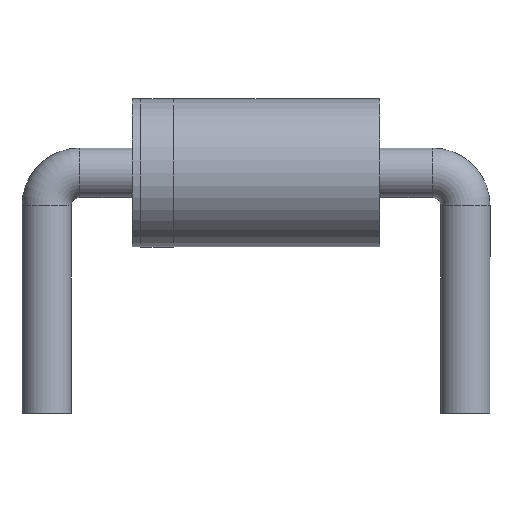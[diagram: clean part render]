
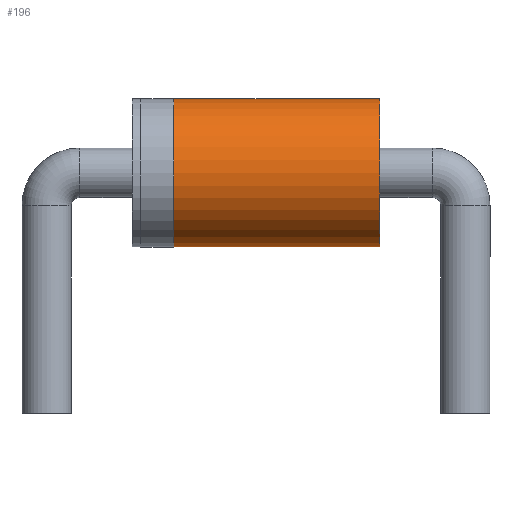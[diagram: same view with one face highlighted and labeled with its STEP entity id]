
A CAD part, front view. The second image highlights one B-rep face of the part: STEP entity #196.
In plain terms, the highlighted cylindrical face has radius 0.9 mm (diameter 1.8 mm), a partial arc.
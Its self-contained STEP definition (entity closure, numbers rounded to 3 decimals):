
#3 = CARTESIAN_POINT ( 'NONE',  ( 1.5, 0., 0.92 ) ) ;
#51 = EDGE_LOOP ( 'NONE', ( #327, #617, #888, #555 ) ) ;
#74 = LINE ( 'NONE', #839, #806 ) ;
#90 = DIRECTION ( 'NONE',  ( 1., 0., 0. ) ) ;
#129 = DIRECTION ( 'NONE',  ( 1., 0., 0. ) ) ;
#151 = CARTESIAN_POINT ( 'NONE',  ( -1.5, 0., 0.92 ) ) ;
#181 = CARTESIAN_POINT ( 'NONE',  ( 1.5, 0., 1.82 ) ) ;
#196 = ADVANCED_FACE ( 'NONE', ( #696 ), #855, .T. ) ;
#213 = VERTEX_POINT ( 'NONE', #402 ) ;
#327 = ORIENTED_EDGE ( 'NONE', *, *, #531, .F. ) ;
#361 = VECTOR ( 'NONE', #645, 1000. ) ;
#393 = VERTEX_POINT ( 'NONE', #622 ) ;
#402 = CARTESIAN_POINT ( 'NONE',  ( 1.5, 0., 0.02 ) ) ;
#427 = EDGE_CURVE ( 'NONE', #393, #608, #941, .T. ) ;
#449 = EDGE_CURVE ( 'NONE', #393, #213, #74, .T. ) ;
#462 = DIRECTION ( 'NONE',  ( 1., 0., 0. ) ) ;
#531 = EDGE_CURVE ( 'NONE', #608, #561, #797, .T. ) ;
#534 = AXIS2_PLACEMENT_3D ( 'NONE', #3, #90, #861 ) ;
#543 = CARTESIAN_POINT ( 'NONE',  ( -1., 0., 0.92 ) ) ;
#549 = AXIS2_PLACEMENT_3D ( 'NONE', #543, #936, #767 ) ;
#555 = ORIENTED_EDGE ( 'NONE', *, *, #595, .F. ) ;
#561 = VERTEX_POINT ( 'NONE', #181 ) ;
#562 = CARTESIAN_POINT ( 'NONE',  ( -1., 0., 1.82 ) ) ;
#590 = AXIS2_PLACEMENT_3D ( 'NONE', #151, #462, #836 ) ;
#595 = EDGE_CURVE ( 'NONE', #561, #213, #710, .T. ) ;
#608 = VERTEX_POINT ( 'NONE', #562 ) ;
#617 = ORIENTED_EDGE ( 'NONE', *, *, #427, .F. ) ;
#622 = CARTESIAN_POINT ( 'NONE',  ( -1., 0., 0.02 ) ) ;
#645 = DIRECTION ( 'NONE',  ( 1., 0., 0. ) ) ;
#696 = FACE_OUTER_BOUND ( 'NONE', #51, .T. ) ;
#710 = CIRCLE ( 'NONE', #534, 0.9 ) ;
#767 = DIRECTION ( 'NONE',  ( 0., 0., -1. ) ) ;
#797 = LINE ( 'NONE', #882, #361 ) ;
#806 = VECTOR ( 'NONE', #129, 1000. ) ;
#836 = DIRECTION ( 'NONE',  ( 0., 0., -1. ) ) ;
#839 = CARTESIAN_POINT ( 'NONE',  ( -1.5, 0., 0.02 ) ) ;
#855 = CYLINDRICAL_SURFACE ( 'NONE', #590, 0.9 ) ;
#861 = DIRECTION ( 'NONE',  ( 0., 0., -1. ) ) ;
#882 = CARTESIAN_POINT ( 'NONE',  ( -1.5, 0., 1.82 ) ) ;
#888 = ORIENTED_EDGE ( 'NONE', *, *, #449, .T. ) ;
#936 = DIRECTION ( 'NONE',  ( -1., 0., 0. ) ) ;
#941 = CIRCLE ( 'NONE', #549, 0.9 ) ;
